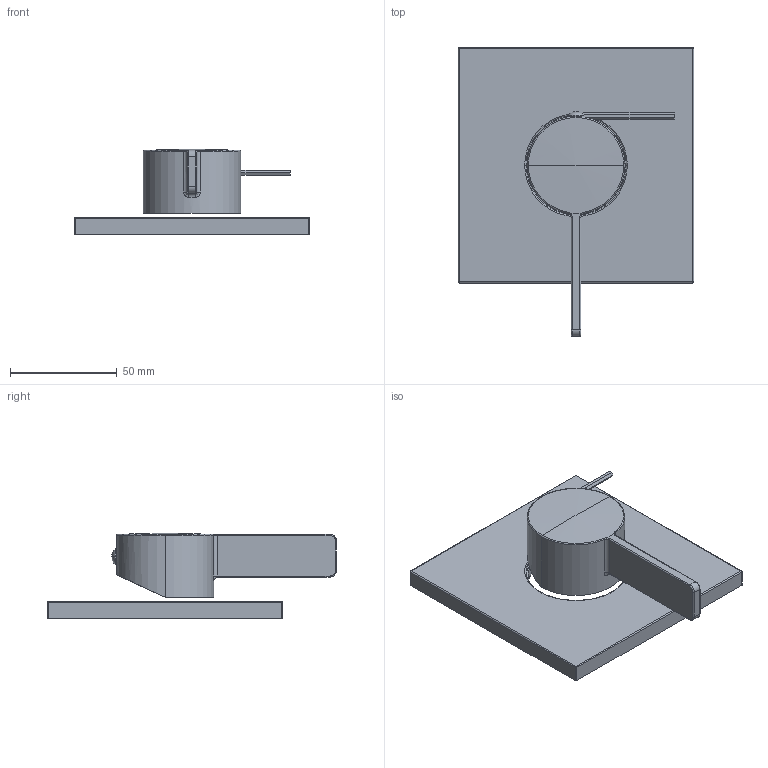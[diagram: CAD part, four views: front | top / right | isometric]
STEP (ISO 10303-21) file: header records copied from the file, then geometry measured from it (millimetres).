
FILE_DESCRIPTION((''),'2;1');
FILE_NAME('RO010CREST_ASM','2021-01-30T09:30:52',('stefano.gianpani'),('PAFFONI SpA'),'CREO PARAMETRIC BY PTC INC, 2020044','CREO PARAMETRIC BY PTC INC, 2020044','');
FILE_SCHEMA(('CONFIG_CONTROL_DESIGN','SHAPE_APPEARANCE_LAYERS_GROUPS'));
Length unit declared in the file: millimetre
Products named in the file (9): 4061271CR; 592305004A2; TCF0691105CR; CHBR25; 8001128_ASM; 4061170CR; 2091319; 2091340; RO010CREST_ASM
Assembly tree (8 placements, depth 3):
  RO010CREST_ASM
    4061271CR
    8001128_ASM
      592305004A2
      TCF0691105CR
      CHBR25
    4061170CR
    2091319
    2091340
Bounding box: 110 x 135 x 40 mm (x, y, z)
Volume: 80417.6 mm3; surface area: 62814.1 mm2
Topology: 7 solids, 9 shells, 232 faces, 536 edges, 324 vertices
Faces by surface type: plane 83, cylinder 77, torus 29, cone 21, bspline 12, sphere 10
Entity records: 9166 total; most frequent: CARTESIAN_POINT 1957, DIRECTION 1209, ORIENTED_EDGE 1056, PRESENTATION_STYLE_ASSIGNMENT 541, STYLED_ITEM 541, CURVE_STYLE 532, EDGE_CURVE 532, AXIS2_PLACEMENT_3D 476
